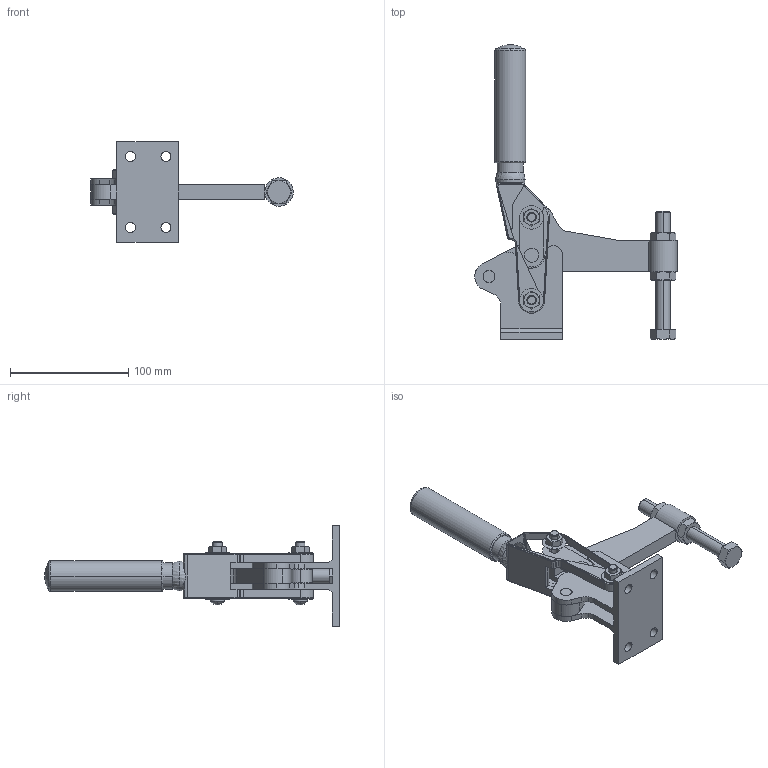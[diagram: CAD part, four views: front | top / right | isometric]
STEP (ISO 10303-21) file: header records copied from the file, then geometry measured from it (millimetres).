
FILE_DESCRIPTION((''),'2;1');
FILE_NAME('M20 SB-85.stp','2004-01-13T10:02:27',('Administrator'),(''),'Autodesk Inventor (R) 6.0','Autodesk Inventor (R) 6.0','');
FILE_SCHEMA(('AUTOMOTIVE_DESIGN { 1 0 10303 214 1 1 1 1 }'));
Length unit declared in the file: millimetre
Products named in the file (8): M20 SB-85; M20 SB-851; M20 SB-852; M20 SB-853; M20 SB-854; M20 SB-855; M20 SB-856; M20 SB-857
Assembly tree (7 placements, depth 2):
  M20 SB-85
    M20 SB-851
    M20 SB-852
    M20 SB-853
    M20 SB-854
    M20 SB-855
    M20 SB-856
    M20 SB-857
Bounding box: 170.99 x 248.85 x 85 mm (x, y, z)
Volume: 283286.1 mm3; surface area: 88159.2 mm2
Topology: 8 solids, 8 shells, 365 faces, 917 edges, 580 vertices
Faces by surface type: cylinder 159, plane 113, cone 60, torus 24, sphere 7, bspline 2
Entity records: 11299 total; most frequent: CARTESIAN_POINT 2194, DIRECTION 2021, ORIENTED_EDGE 1824, EDGE_CURVE 912, AXIS2_PLACEMENT_3D 821, VERTEX_POINT 579, CIRCLE 443, EDGE_LOOP 415
